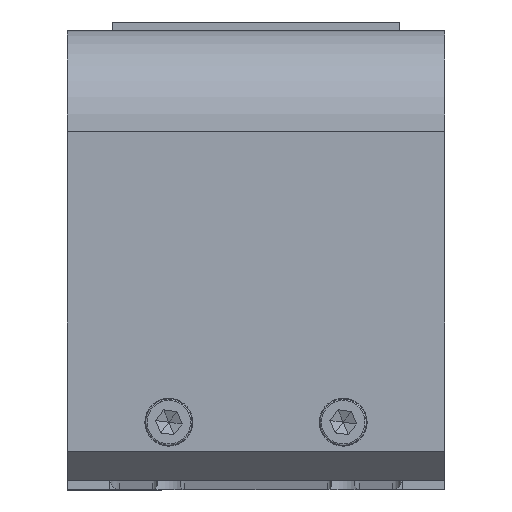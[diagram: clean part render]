
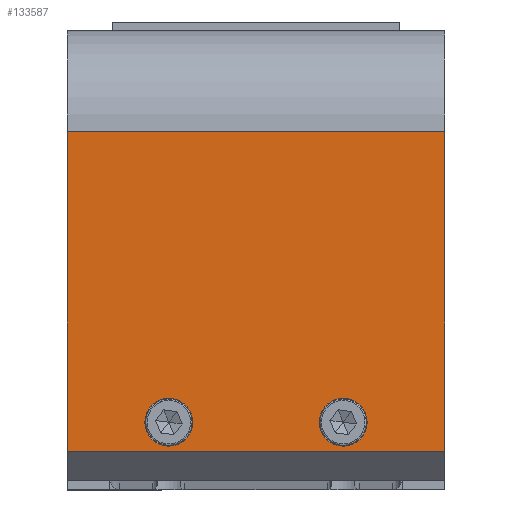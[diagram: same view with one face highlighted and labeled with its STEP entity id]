
A CAD part, top view. The second image highlights one B-rep face of the part: STEP entity #133587.
In plain terms, the highlighted planar face has unit normal (0, 0, 1).
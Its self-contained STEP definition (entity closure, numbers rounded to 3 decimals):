
#1954 = ORIENTED_EDGE ( 'NONE', *, *, #94551, .T. ) ;
#3215 = PLANE ( 'NONE',  #157547 ) ;
#16560 = CIRCLE ( 'NONE', #195647, 8.25 ) ;
#16605 = DIRECTION ( 'NONE',  ( 0., -1., 0. ) ) ;
#20164 = ORIENTED_EDGE ( 'NONE', *, *, #176827, .T. ) ;
#26970 = VERTEX_POINT ( 'NONE', #76830 ) ;
#27473 = ORIENTED_EDGE ( 'NONE', *, *, #65574, .F. ) ;
#28545 = VERTEX_POINT ( 'NONE', #71303 ) ;
#29092 = CARTESIAN_POINT ( 'NONE',  ( 181.717, 207.762, 762.525 ) ) ;
#30874 = DIRECTION ( 'NONE',  ( 1., 0., 0. ) ) ;
#32443 = LINE ( 'NONE', #96987, #106939 ) ;
#34760 = CIRCLE ( 'NONE', #92317, 8.25 ) ;
#35299 = CARTESIAN_POINT ( 'NONE',  ( 121.717, 207.762, 762.525 ) ) ;
#41587 = DIRECTION ( 'NONE',  ( 0., 0., 1. ) ) ;
#44632 = VERTEX_POINT ( 'NONE', #137747 ) ;
#50499 = CIRCLE ( 'NONE', #111344, 8.25 ) ;
#52011 = VERTEX_POINT ( 'NONE', #29092 ) ;
#60104 = DIRECTION ( 'NONE',  ( 0., 0., 1. ) ) ;
#62420 = ORIENTED_EDGE ( 'NONE', *, *, #127177, .F. ) ;
#65574 = EDGE_CURVE ( 'NONE', #28545, #26970, #137405, .T. ) ;
#71303 = CARTESIAN_POINT ( 'NONE',  ( 208.467, 197.762, 762.525 ) ) ;
#74604 = VERTEX_POINT ( 'NONE', #115791 ) ;
#75205 = DIRECTION ( 'NONE',  ( -1., 0., 0. ) ) ;
#76830 = CARTESIAN_POINT ( 'NONE',  ( 78.467, 197.762, 762.525 ) ) ;
#79960 = EDGE_LOOP ( 'NONE', ( #62420, #117749 ) ) ;
#81711 = DIRECTION ( 'NONE',  ( -1., 0., 0. ) ) ;
#83755 = FACE_BOUND ( 'NONE', #79960, .T. ) ;
#91030 = EDGE_CURVE ( 'NONE', #74604, #28545, #178386, .T. ) ;
#92317 = AXIS2_PLACEMENT_3D ( 'NONE', #194416, #129794, #145767 ) ;
#93289 = DIRECTION ( 'NONE',  ( 0., 0., 1. ) ) ;
#94551 = EDGE_CURVE ( 'NONE', #140656, #26970, #32443, .T. ) ;
#94764 = DIRECTION ( 'NONE',  ( 0., -1., 0. ) ) ;
#95186 = CIRCLE ( 'NONE', #162849, 8.25 ) ;
#96987 = CARTESIAN_POINT ( 'NONE',  ( 78.467, 197.762, 762.525 ) ) ;
#98016 = EDGE_LOOP ( 'NONE', ( #1954, #27473, #121285, #20164 ) ) ;
#106939 = VECTOR ( 'NONE', #16605, 1000. ) ;
#109088 = VERTEX_POINT ( 'NONE', #35299 ) ;
#109187 = CARTESIAN_POINT ( 'NONE',  ( 173.467, 207.762, 762.525 ) ) ;
#111344 = AXIS2_PLACEMENT_3D ( 'NONE', #158606, #60104, #157538 ) ;
#114703 = CARTESIAN_POINT ( 'NONE',  ( 165.217, 207.762, 762.525 ) ) ;
#115791 = CARTESIAN_POINT ( 'NONE',  ( 208.467, 307.762, 762.525 ) ) ;
#117749 = ORIENTED_EDGE ( 'NONE', *, *, #119120, .F. ) ;
#119120 = EDGE_CURVE ( 'NONE', #174244, #52011, #16560, .T. ) ;
#121285 = ORIENTED_EDGE ( 'NONE', *, *, #91030, .F. ) ;
#122799 = CARTESIAN_POINT ( 'NONE',  ( 208.467, 307.762, 762.525 ) ) ;
#127177 = EDGE_CURVE ( 'NONE', #52011, #174244, #95186, .T. ) ;
#127687 = EDGE_CURVE ( 'NONE', #44632, #109088, #34760, .T. ) ;
#129794 = DIRECTION ( 'NONE',  ( 0., 0., 1. ) ) ;
#132477 = CARTESIAN_POINT ( 'NONE',  ( 208.467, 197.762, 762.525 ) ) ;
#133587 = ADVANCED_FACE ( 'NONE', ( #147340, #83755, #148413 ), #3215, .F. ) ;
#137405 = LINE ( 'NONE', #141584, #156767 ) ;
#137747 = CARTESIAN_POINT ( 'NONE',  ( 105.217, 207.762, 762.525 ) ) ;
#139854 = LINE ( 'NONE', #122799, #188969 ) ;
#140656 = VERTEX_POINT ( 'NONE', #152588 ) ;
#141584 = CARTESIAN_POINT ( 'NONE',  ( 208.467, 197.762, 762.525 ) ) ;
#145767 = DIRECTION ( 'NONE',  ( 1., 0., 0. ) ) ;
#147340 = FACE_BOUND ( 'NONE', #163444, .T. ) ;
#148413 = FACE_OUTER_BOUND ( 'NONE', #98016, .T. ) ;
#149431 = DIRECTION ( 'NONE',  ( 0., 0., -1. ) ) ;
#151210 = ORIENTED_EDGE ( 'NONE', *, *, #127687, .F. ) ;
#152588 = CARTESIAN_POINT ( 'NONE',  ( 78.467, 307.762, 762.525 ) ) ;
#155374 = DIRECTION ( 'NONE',  ( -1., 0., 0. ) ) ;
#156767 = VECTOR ( 'NONE', #155374, 1000. ) ;
#157538 = DIRECTION ( 'NONE',  ( 1., 0., 0. ) ) ;
#157547 = AXIS2_PLACEMENT_3D ( 'NONE', #132477, #149431, #81711 ) ;
#158606 = CARTESIAN_POINT ( 'NONE',  ( 113.467, 207.762, 762.525 ) ) ;
#162575 = CARTESIAN_POINT ( 'NONE',  ( 208.467, 197.762, 762.525 ) ) ;
#162849 = AXIS2_PLACEMENT_3D ( 'NONE', #207674, #93289, #30874 ) ;
#163444 = EDGE_LOOP ( 'NONE', ( #180667, #151210 ) ) ;
#173246 = VECTOR ( 'NONE', #94764, 1000. ) ;
#174244 = VERTEX_POINT ( 'NONE', #114703 ) ;
#176827 = EDGE_CURVE ( 'NONE', #74604, #140656, #139854, .T. ) ;
#178386 = LINE ( 'NONE', #162575, #173246 ) ;
#180667 = ORIENTED_EDGE ( 'NONE', *, *, #191718, .F. ) ;
#188969 = VECTOR ( 'NONE', #75205, 1000. ) ;
#191718 = EDGE_CURVE ( 'NONE', #109088, #44632, #50499, .T. ) ;
#194416 = CARTESIAN_POINT ( 'NONE',  ( 113.467, 207.762, 762.525 ) ) ;
#195647 = AXIS2_PLACEMENT_3D ( 'NONE', #109187, #41587, #206695 ) ;
#206695 = DIRECTION ( 'NONE',  ( 1., 0., 0. ) ) ;
#207674 = CARTESIAN_POINT ( 'NONE',  ( 173.467, 207.762, 762.525 ) ) ;
